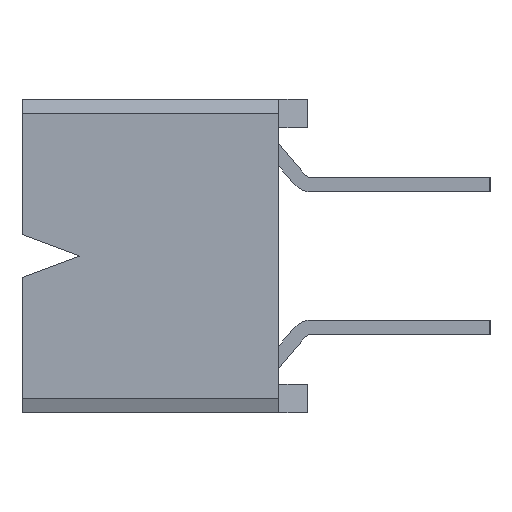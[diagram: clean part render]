
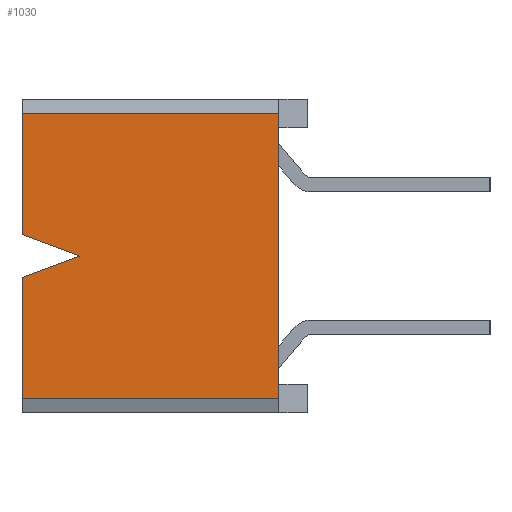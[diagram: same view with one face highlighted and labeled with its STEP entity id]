
A CAD part, left-side view. The second image highlights one B-rep face of the part: STEP entity #1030.
In plain terms, the highlighted planar face has unit normal (-1, 0, 0).
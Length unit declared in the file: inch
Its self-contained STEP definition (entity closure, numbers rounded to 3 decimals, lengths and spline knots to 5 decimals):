
#1030 = ADVANCED_FACE( '', ( #2415 ), #2416, .F. );
#2415 = FACE_OUTER_BOUND( '', #4163, .T. );
#2416 = PLANE( '', #4164 );
#4163 = EDGE_LOOP( '', ( #7110, #7111, #7112, #7113, #7114, #7115, #7116 ) );
#4164 = AXIS2_PLACEMENT_3D( '', #7117, #7118, #7119 );
#7110 = ORIENTED_EDGE( '', *, *, #11505, .T. );
#7111 = ORIENTED_EDGE( '', *, *, #10544, .T. );
#7112 = ORIENTED_EDGE( '', *, *, #11506, .F. );
#7113 = ORIENTED_EDGE( '', *, *, #11507, .T. );
#7114 = ORIENTED_EDGE( '', *, *, #11508, .T. );
#7115 = ORIENTED_EDGE( '', *, *, #11509, .T. );
#7116 = ORIENTED_EDGE( '', *, *, #11510, .F. );
#7117 = CARTESIAN_POINT( '', ( -0.5, 0.2, -0.11 ) );
#7118 = DIRECTION( '', ( 1., 0., 0. ) );
#7119 = DIRECTION( '', ( 0., 0., -1. ) );
#10544 = EDGE_CURVE( '', #12655, #12656, #12657, .T. );
#11505 = EDGE_CURVE( '', #14251, #12655, #14252, .T. );
#11506 = EDGE_CURVE( '', #14253, #12656, #14254, .T. );
#11507 = EDGE_CURVE( '', #14253, #14255, #14256, .T. );
#11508 = EDGE_CURVE( '', #14255, #14257, #14258, .T. );
#11509 = EDGE_CURVE( '', #14257, #14259, #14260, .T. );
#11510 = EDGE_CURVE( '', #14251, #14259, #14261, .T. );
#12655 = VERTEX_POINT( '', #15754 );
#12656 = VERTEX_POINT( '', #15755 );
#12657 = LINE( '', #15756, #15757 );
#14251 = VERTEX_POINT( '', #18074 );
#14252 = LINE( '', #18075, #18076 );
#14253 = VERTEX_POINT( '', #18077 );
#14254 = LINE( '', #18078, #18079 );
#14255 = VERTEX_POINT( '', #18080 );
#14256 = LINE( '', #18081, #18082 );
#14257 = VERTEX_POINT( '', #18083 );
#14258 = LINE( '', #18084, #18085 );
#14259 = VERTEX_POINT( '', #18086 );
#14260 = LINE( '', #18087, #18088 );
#14261 = LINE( '', #18089, #18090 );
#15754 = CARTESIAN_POINT( '', ( -0.5, 0.16, 0. ) );
#15755 = CARTESIAN_POINT( '', ( -0.5, 0.2, -0.015 ) );
#15756 = CARTESIAN_POINT( '', ( -0.5, 0.16, 0. ) );
#15757 = VECTOR( '', #20025, 39.37008 );
#18074 = CARTESIAN_POINT( '', ( -0.5, 0.2, 0.015 ) );
#18075 = CARTESIAN_POINT( '', ( -0.5, 0.2, 0.015 ) );
#18076 = VECTOR( '', #20899, 39.37008 );
#18077 = CARTESIAN_POINT( '', ( -0.5, 0.2, -0.1 ) );
#18078 = CARTESIAN_POINT( '', ( -0.5, 0.2, -0.11 ) );
#18079 = VECTOR( '', #20900, 39.37008 );
#18080 = CARTESIAN_POINT( '', ( -0.5, 0.02, -0.1 ) );
#18081 = CARTESIAN_POINT( '', ( -0.5, 0.2, -0.1 ) );
#18082 = VECTOR( '', #20901, 39.37008 );
#18083 = CARTESIAN_POINT( '', ( -0.5, 0.02, 0.1 ) );
#18084 = CARTESIAN_POINT( '', ( -0.5, 0.02, -0.09 ) );
#18085 = VECTOR( '', #20902, 39.37008 );
#18086 = CARTESIAN_POINT( '', ( -0.5, 0.2, 0.1 ) );
#18087 = CARTESIAN_POINT( '', ( -0.5, 0.2, 0.1 ) );
#18088 = VECTOR( '', #20903, 39.37008 );
#18089 = CARTESIAN_POINT( '', ( -0.5, 0.2, -0.11 ) );
#18090 = VECTOR( '', #20904, 39.37008 );
#20025 = DIRECTION( '', ( 0., 0.936, -0.351 ) );
#20899 = DIRECTION( '', ( 0., -0.936, -0.351 ) );
#20900 = DIRECTION( '', ( 0., 0., 1. ) );
#20901 = DIRECTION( '', ( 0., -1., 0. ) );
#20902 = DIRECTION( '', ( 0., 0., 1. ) );
#20903 = DIRECTION( '', ( 0., 1., 0. ) );
#20904 = DIRECTION( '', ( 0., 0., 1. ) );
